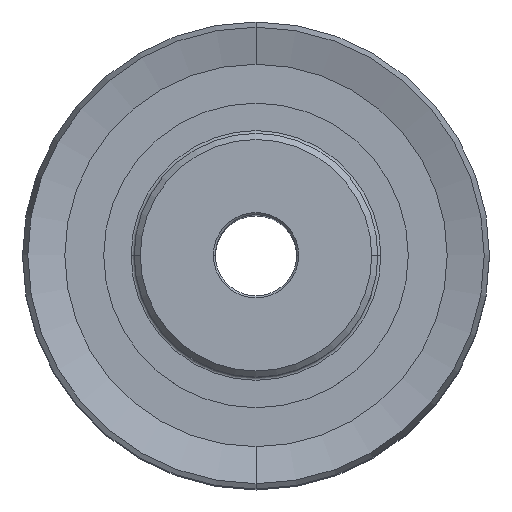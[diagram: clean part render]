
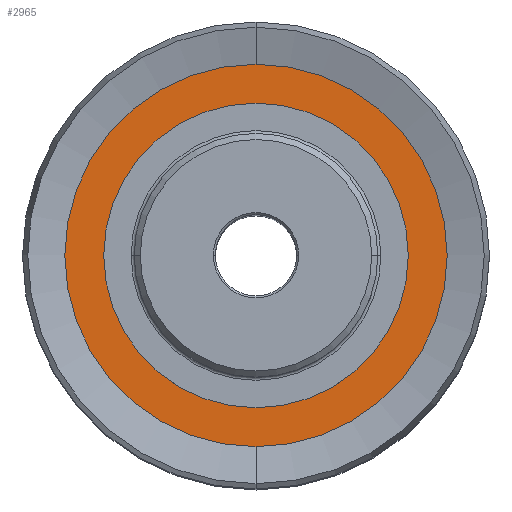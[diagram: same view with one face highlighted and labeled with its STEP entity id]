
A CAD part, top view. The second image highlights one B-rep face of the part: STEP entity #2965.
In plain terms, the highlighted planar face has unit normal (0, 0, 1).
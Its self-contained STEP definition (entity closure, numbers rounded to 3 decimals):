
#895=CARTESIAN_POINT('',(0.,0.,14.75));
#896=DIRECTION('',(0.,0.,1.));
#897=DIRECTION('',(0.,1.,0.));
#898=AXIS2_PLACEMENT_3D('',#895,#896,#897);
#900=CARTESIAN_POINT('',(0.,0.,14.75));
#901=DIRECTION('',(0.,0.,-1.));
#902=DIRECTION('',(0.,1.,0.));
#903=AXIS2_PLACEMENT_3D('',#900,#901,#902);
#905=CARTESIAN_POINT('',(0.,0.,14.75));
#906=DIRECTION('',(0.,0.,-1.));
#907=DIRECTION('',(1.,0.,0.));
#908=AXIS2_PLACEMENT_3D('',#905,#906,#907);
#914=CARTESIAN_POINT('',(0.,0.,14.75));
#915=DIRECTION('',(0.,0.,-1.));
#916=DIRECTION('',(-1.,0.,0.));
#917=AXIS2_PLACEMENT_3D('',#914,#915,#916);
#1610=CARTESIAN_POINT('',(0.,9.418,14.75));
#1611=VERTEX_POINT('',#1610);
#1618=CARTESIAN_POINT('',(0.,-9.418,14.75));
#1619=VERTEX_POINT('',#1618);
#1624=CARTESIAN_POINT('',(7.5,0.,14.75));
#1625=CARTESIAN_POINT('',(-7.5,0.,14.75));
#1626=VERTEX_POINT('',#1624);
#1627=VERTEX_POINT('',#1625);
#2950=CARTESIAN_POINT('',(0.,0.,14.75));
#2951=DIRECTION('',(0.,0.,-1.));
#2952=DIRECTION('',(0.,-1.,0.));
#2953=AXIS2_PLACEMENT_3D('',#2950,#2951,#2952);
#2954=PLANE('',#2953);
#2955=ORIENTED_EDGE('',*,*,#2943,.F.);
#2956=ORIENTED_EDGE('',*,*,#2932,.T.);
#2957=EDGE_LOOP('',(#2955,#2956));
#2958=FACE_OUTER_BOUND('',#2957,.F.);
#2960=ORIENTED_EDGE('',*,*,#2959,.F.);
#2962=ORIENTED_EDGE('',*,*,#2961,.F.);
#2963=EDGE_LOOP('',(#2960,#2962));
#2964=FACE_BOUND('',#2963,.F.);
#899=CIRCLE('',#898,9.418);
#904=CIRCLE('',#903,9.418);
#909=CIRCLE('',#908,7.5);
#918=CIRCLE('',#917,7.5);
#2932=EDGE_CURVE('',#1611,#1619,#904,.T.);
#2943=EDGE_CURVE('',#1611,#1619,#899,.T.);
#2959=EDGE_CURVE('',#1626,#1627,#909,.T.);
#2961=EDGE_CURVE('',#1627,#1626,#918,.T.);
#2965=ADVANCED_FACE('',(#2958,#2964),#2954,.F.);
